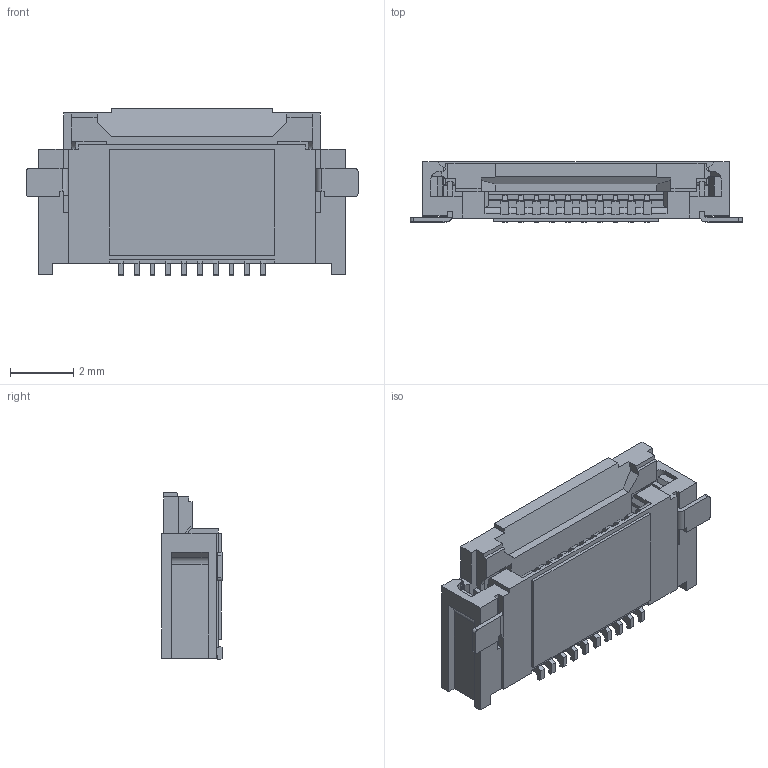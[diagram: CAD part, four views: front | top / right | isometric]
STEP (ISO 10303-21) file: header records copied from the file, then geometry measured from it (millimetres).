
FILE_DESCRIPTION((''),'2;1');
FILE_NAME('5051101092','2016-07-12T',('gsharma'),(''),'PRO/ENGINEER BY PARAMETRIC TECHNOLOGY CORPORATION, 2012310','PRO/ENGINEER BY PARAMETRIC TECHNOLOGY CORPORATION, 2012310','');
FILE_SCHEMA(('CONFIG_CONTROL_DESIGN'));
Length unit declared in the file: millimetre
Products named in the file (1): 5051101092
Bounding box: 10.5 x 1.9 x 5.3 mm (x, y, z)
Volume: 56.4 mm3; surface area: 243.8 mm2
Topology: 1 solids, 1 shells, 642 faces, 2005 edges, 1346 vertices
Faces by surface type: plane 582, cylinder 60
Entity records: 21954 total; most frequent: CARTESIAN_POINT 3974, ORIENTED_EDGE 3914, DIRECTION 3427, EDGE_CURVE 1957, VECTOR 1857, LINE 1857, VERTEX_POINT 1298, AXIS2_PLACEMENT_3D 785
